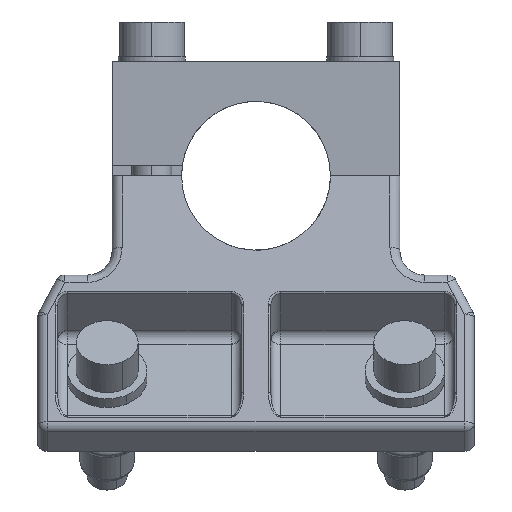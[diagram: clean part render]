
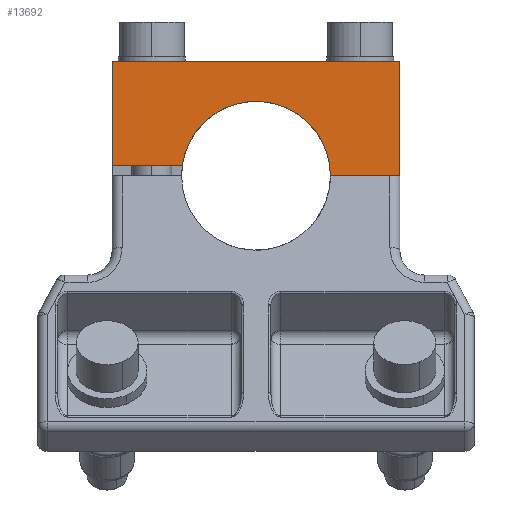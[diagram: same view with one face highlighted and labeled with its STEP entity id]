
A CAD part, front view. The second image highlights one B-rep face of the part: STEP entity #13692.
In plain terms, the highlighted planar face has unit normal (0, -1, 0).
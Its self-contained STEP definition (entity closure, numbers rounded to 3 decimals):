
#12529=AXIS2_PLACEMENT_3D('Circle Axis2P3D',#12527,#12528,$) ;
#13665=AXIS2_PLACEMENT_3D('Plane Axis2P3D',#13662,#13663,#13664) ;
#12524=CARTESIAN_POINT('Vertex',(15.,-28.,75.)) ;
#12527=CARTESIAN_POINT('Axis2P3D Location',(0.,-28.,75.)) ;
#12531=CARTESIAN_POINT('Vertex',(-14.866,-28.,77.)) ;
#13012=CARTESIAN_POINT('Vertex',(-29.,-28.,98.)) ;
#13015=CARTESIAN_POINT('Line Origine',(0.,-28.,98.)) ;
#13019=CARTESIAN_POINT('Vertex',(29.,-28.,98.)) ;
#13629=CARTESIAN_POINT('Vertex',(29.,-28.,75.)) ;
#13632=CARTESIAN_POINT('Line Origine',(22.,-28.,75.)) ;
#13662=CARTESIAN_POINT('Axis2P3D Location',(0.,-28.,75.)) ;
#13667=CARTESIAN_POINT('Line Origine',(29.,-28.,86.5)) ;
#13672=CARTESIAN_POINT('Line Origine',(-29.,-28.,87.5)) ;
#13676=CARTESIAN_POINT('Vertex',(-29.,-28.,77.)) ;
#13679=CARTESIAN_POINT('Line Origine',(-21.933,-28.,77.)) ;
#12528=DIRECTION('Axis2P3D Direction',(0.,1.,0.)) ;
#13016=DIRECTION('Vector Direction',(-1.,0.,0.)) ;
#13633=DIRECTION('Vector Direction',(1.,0.,0.)) ;
#13663=DIRECTION('Axis2P3D Direction',(0.,1.,0.)) ;
#13664=DIRECTION('Axis2P3D XDirection',(0.,0.,1.)) ;
#13668=DIRECTION('Vector Direction',(0.,0.,1.)) ;
#13673=DIRECTION('Vector Direction',(0.,0.,-1.)) ;
#13680=DIRECTION('Vector Direction',(1.,0.,0.)) ;
#13017=VECTOR('Line Direction',#13016,1.) ;
#13634=VECTOR('Line Direction',#13633,1.) ;
#13669=VECTOR('Line Direction',#13668,1.) ;
#13674=VECTOR('Line Direction',#13673,1.) ;
#13681=VECTOR('Line Direction',#13680,1.) ;
#13685=ORIENTED_EDGE('',*,*,#12533,.F.) ;
#13686=ORIENTED_EDGE('',*,*,#13636,.F.) ;
#13687=ORIENTED_EDGE('',*,*,#13671,.F.) ;
#13688=ORIENTED_EDGE('',*,*,#13021,.F.) ;
#13689=ORIENTED_EDGE('',*,*,#13678,.F.) ;
#13690=ORIENTED_EDGE('',*,*,#13683,.F.) ;
#13692=ADVANCED_FACE('AEGT205',(#13691),#13666,.F.) ;
#12530=CIRCLE('generated circle',#12529,15.) ;
#12533=EDGE_CURVE('',#12525,#12532,#12530,.F.) ;
#13021=EDGE_CURVE('',#13013,#13020,#13018,.F.) ;
#13636=EDGE_CURVE('',#13630,#12525,#13635,.F.) ;
#13671=EDGE_CURVE('',#13020,#13630,#13670,.F.) ;
#13678=EDGE_CURVE('',#13677,#13013,#13675,.F.) ;
#13683=EDGE_CURVE('',#12532,#13677,#13682,.F.) ;
#13684=EDGE_LOOP('',(#13685,#13686,#13687,#13688,#13689,#13690)) ;
#13691=FACE_OUTER_BOUND('',#13684,.T.) ;
#13018=LINE('Line',#13015,#13017) ;
#13635=LINE('Line',#13632,#13634) ;
#13670=LINE('Line',#13667,#13669) ;
#13675=LINE('Line',#13672,#13674) ;
#13682=LINE('Line',#13679,#13681) ;
#13666=PLANE('',#13665) ;
#12525=VERTEX_POINT('',#12524) ;
#12532=VERTEX_POINT('',#12531) ;
#13013=VERTEX_POINT('',#13012) ;
#13020=VERTEX_POINT('',#13019) ;
#13630=VERTEX_POINT('',#13629) ;
#13677=VERTEX_POINT('',#13676) ;
